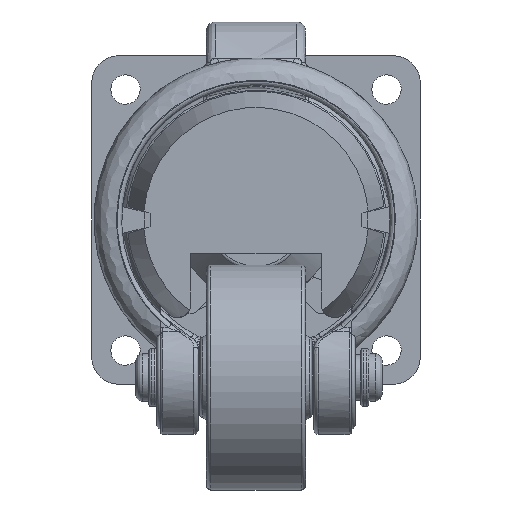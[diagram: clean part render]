
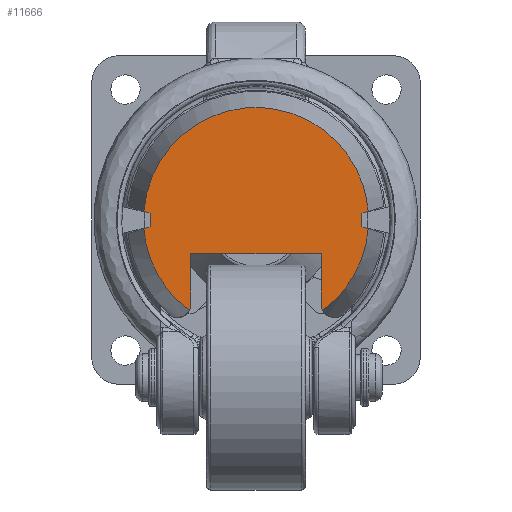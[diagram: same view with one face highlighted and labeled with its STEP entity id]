
A CAD part, front view. The second image highlights one B-rep face of the part: STEP entity #11666.
In plain terms, the highlighted free-form (B-spline) face has degree [1, 1] with [2, 2] control points.
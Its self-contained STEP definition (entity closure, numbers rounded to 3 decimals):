
#11465 = VERTEX_POINT('',#11466);
#11466 = CARTESIAN_POINT('',(-20.605,-105.815,
    -27.883));
#11512 = EDGE_CURVE('',#11465,#11513,#11515,.T.);
#11513 = VERTEX_POINT('',#11514);
#11514 = CARTESIAN_POINT('',(-34.568,-105.815,
    -2.665));
#11515 = ( BOUNDED_CURVE() B_SPLINE_CURVE(2,(#11516,#11517,#11518),
.UNSPECIFIED.,.F.,.F.) B_SPLINE_CURVE_WITH_KNOTS((3,3),(0.,
0.857),.PIECEWISE_BEZIER_KNOTS.) CURVE() 
GEOMETRIC_REPRESENTATION_ITEM() RATIONAL_B_SPLINE_CURVE((1.,
0.909,1.)) REPRESENTATION_ITEM('') );
#11516 = CARTESIAN_POINT('',(-20.605,-105.815,
    -27.883));
#11517 = CARTESIAN_POINT('',(-33.35,-105.815,
    -18.465));
#11518 = CARTESIAN_POINT('',(-34.568,-105.815,
    -2.665));
#11541 = EDGE_CURVE('',#11542,#11544,#11546,.T.);
#11542 = VERTEX_POINT('',#11543);
#11543 = CARTESIAN_POINT('',(-32.663,-105.815,
    2.08));
#11544 = VERTEX_POINT('',#11545);
#11545 = CARTESIAN_POINT('',(-34.568,-105.815,
    2.665));
#11546 = B_SPLINE_CURVE_WITH_KNOTS('',1,(#11547,#11548),.UNSPECIFIED.,
  .F.,.F.,(2,2),(0.,1.437),.PIECEWISE_BEZIER_KNOTS.);
#11547 = CARTESIAN_POINT('',(-32.663,-105.815,
    2.08));
#11548 = CARTESIAN_POINT('',(-34.568,-105.815,
    2.665));
#11590 = EDGE_CURVE('',#11591,#11542,#11593,.T.);
#11591 = VERTEX_POINT('',#11592);
#11592 = CARTESIAN_POINT('',(-32.663,-105.815,
    -2.08));
#11593 = B_SPLINE_CURVE_WITH_KNOTS('',1,(#11594,#11595),.UNSPECIFIED.,
  .F.,.F.,(2,2),(0.,3.),.PIECEWISE_BEZIER_KNOTS.);
#11594 = CARTESIAN_POINT('',(-32.663,-105.815,
    -2.08));
#11595 = CARTESIAN_POINT('',(-32.663,-105.815,
    2.08));
#11626 = EDGE_CURVE('',#11513,#11591,#11627,.T.);
#11627 = B_SPLINE_CURVE_WITH_KNOTS('',1,(#11628,#11629),.UNSPECIFIED.,
  .F.,.F.,(2,2),(0.,1.437),.PIECEWISE_BEZIER_KNOTS.);
#11628 = CARTESIAN_POINT('',(-34.568,-105.815,
    -2.665));
#11629 = CARTESIAN_POINT('',(-32.663,-105.815,
    -2.08));
#11666 = ADVANCED_FACE('',(#11667),#11747,.F.);
#11667 = FACE_BOUND('',#11668,.T.);
#11668 = EDGE_LOOP('',(#11669,#11670,#11671,#11679,#11686,#11693,#11700,
    #11708,#11716,#11723,#11730,#11737,#11745,#11746));
#11669 = ORIENTED_EDGE('',*,*,#11626,.F.);
#11670 = ORIENTED_EDGE('',*,*,#11512,.F.);
#11671 = ORIENTED_EDGE('',*,*,#11672,.F.);
#11672 = EDGE_CURVE('',#11673,#11465,#11675,.T.);
#11673 = VERTEX_POINT('',#11674);
#11674 = CARTESIAN_POINT('',(-20.109,-105.815,
    -25.912));
#11675 = ( BOUNDED_CURVE() B_SPLINE_CURVE(2,(#11676,#11677,#11678),
.UNSPECIFIED.,.F.,.F.) B_SPLINE_CURVE_WITH_KNOTS((3,3),(0.,
0.494),.PIECEWISE_BEZIER_KNOTS.) CURVE() 
GEOMETRIC_REPRESENTATION_ITEM() RATIONAL_B_SPLINE_CURVE((1.,
0.97,1.)) REPRESENTATION_ITEM('') );
#11676 = CARTESIAN_POINT('',(-20.109,-105.815,
    -25.912));
#11677 = CARTESIAN_POINT('',(-20.109,-105.815,
    -26.96));
#11678 = CARTESIAN_POINT('',(-20.605,-105.815,
    -27.883));
#11679 = ORIENTED_EDGE('',*,*,#11680,.F.);
#11680 = EDGE_CURVE('',#11681,#11673,#11683,.T.);
#11681 = VERTEX_POINT('',#11682);
#11682 = CARTESIAN_POINT('',(-20.109,-105.815,
    -10.401));
#11683 = B_SPLINE_CURVE_WITH_KNOTS('',1,(#11684,#11685),.UNSPECIFIED.,
  .F.,.F.,(2,2),(0.,11.184),.PIECEWISE_BEZIER_KNOTS.);
#11684 = CARTESIAN_POINT('',(-20.109,-105.815,
    -10.401));
#11685 = CARTESIAN_POINT('',(-20.109,-105.815,
    -25.912));
#11686 = ORIENTED_EDGE('',*,*,#11687,.F.);
#11687 = EDGE_CURVE('',#11688,#11681,#11690,.T.);
#11688 = VERTEX_POINT('',#11689);
#11689 = CARTESIAN_POINT('',(20.109,-105.815,
    -10.401));
#11690 = B_SPLINE_CURVE_WITH_KNOTS('',1,(#11691,#11692),.UNSPECIFIED.,
  .F.,.F.,(2,2),(0.,29.),.PIECEWISE_BEZIER_KNOTS.);
#11691 = CARTESIAN_POINT('',(20.109,-105.815,
    -10.401));
#11692 = CARTESIAN_POINT('',(-20.109,-105.815,
    -10.401));
#11693 = ORIENTED_EDGE('',*,*,#11694,.F.);
#11694 = EDGE_CURVE('',#11695,#11688,#11697,.T.);
#11695 = VERTEX_POINT('',#11696);
#11696 = CARTESIAN_POINT('',(20.109,-105.815,
    -25.912));
#11697 = B_SPLINE_CURVE_WITH_KNOTS('',1,(#11698,#11699),.UNSPECIFIED.,
  .F.,.F.,(2,2),(0.,11.184),.PIECEWISE_BEZIER_KNOTS.);
#11698 = CARTESIAN_POINT('',(20.109,-105.815,
    -25.912));
#11699 = CARTESIAN_POINT('',(20.109,-105.815,
    -10.401));
#11700 = ORIENTED_EDGE('',*,*,#11701,.F.);
#11701 = EDGE_CURVE('',#11702,#11695,#11704,.T.);
#11702 = VERTEX_POINT('',#11703);
#11703 = CARTESIAN_POINT('',(20.605,-105.815,
    -27.883));
#11704 = ( BOUNDED_CURVE() B_SPLINE_CURVE(2,(#11705,#11706,#11707),
.UNSPECIFIED.,.F.,.F.) B_SPLINE_CURVE_WITH_KNOTS((3,3),(0.,
0.494),.PIECEWISE_BEZIER_KNOTS.) CURVE() 
GEOMETRIC_REPRESENTATION_ITEM() RATIONAL_B_SPLINE_CURVE((1.,
0.97,1.)) REPRESENTATION_ITEM('') );
#11705 = CARTESIAN_POINT('',(20.605,-105.815,
    -27.883));
#11706 = CARTESIAN_POINT('',(20.109,-105.815,
    -26.96));
#11707 = CARTESIAN_POINT('',(20.109,-105.815,
    -25.912));
#11708 = ORIENTED_EDGE('',*,*,#11709,.F.);
#11709 = EDGE_CURVE('',#11710,#11702,#11712,.T.);
#11710 = VERTEX_POINT('',#11711);
#11711 = CARTESIAN_POINT('',(34.568,-105.815,
    -2.665));
#11712 = ( BOUNDED_CURVE() B_SPLINE_CURVE(2,(#11713,#11714,#11715),
.UNSPECIFIED.,.F.,.F.) B_SPLINE_CURVE_WITH_KNOTS((3,3),(0.,
0.857),.PIECEWISE_BEZIER_KNOTS.) CURVE() 
GEOMETRIC_REPRESENTATION_ITEM() RATIONAL_B_SPLINE_CURVE((1.,
0.909,1.)) REPRESENTATION_ITEM('') );
#11713 = CARTESIAN_POINT('',(34.568,-105.815,
    -2.665));
#11714 = CARTESIAN_POINT('',(33.35,-105.815,
    -18.465));
#11715 = CARTESIAN_POINT('',(20.605,-105.815,
    -27.883));
#11716 = ORIENTED_EDGE('',*,*,#11717,.F.);
#11717 = EDGE_CURVE('',#11718,#11710,#11720,.T.);
#11718 = VERTEX_POINT('',#11719);
#11719 = CARTESIAN_POINT('',(32.663,-105.815,
    -2.08));
#11720 = B_SPLINE_CURVE_WITH_KNOTS('',1,(#11721,#11722),.UNSPECIFIED.,
  .F.,.F.,(2,2),(0.,1.437),.PIECEWISE_BEZIER_KNOTS.);
#11721 = CARTESIAN_POINT('',(32.663,-105.815,
    -2.08));
#11722 = CARTESIAN_POINT('',(34.568,-105.815,
    -2.665));
#11723 = ORIENTED_EDGE('',*,*,#11724,.F.);
#11724 = EDGE_CURVE('',#11725,#11718,#11727,.T.);
#11725 = VERTEX_POINT('',#11726);
#11726 = CARTESIAN_POINT('',(32.663,-105.815,
    2.08));
#11727 = B_SPLINE_CURVE_WITH_KNOTS('',1,(#11728,#11729),.UNSPECIFIED.,
  .F.,.F.,(2,2),(0.,3.),.PIECEWISE_BEZIER_KNOTS.);
#11728 = CARTESIAN_POINT('',(32.663,-105.815,
    2.08));
#11729 = CARTESIAN_POINT('',(32.663,-105.815,
    -2.08));
#11730 = ORIENTED_EDGE('',*,*,#11731,.F.);
#11731 = EDGE_CURVE('',#11732,#11725,#11734,.T.);
#11732 = VERTEX_POINT('',#11733);
#11733 = CARTESIAN_POINT('',(34.568,-105.815,
    2.665));
#11734 = B_SPLINE_CURVE_WITH_KNOTS('',1,(#11735,#11736),.UNSPECIFIED.,
  .F.,.F.,(2,2),(0.,1.437),.PIECEWISE_BEZIER_KNOTS.);
#11735 = CARTESIAN_POINT('',(34.568,-105.815,
    2.665));
#11736 = CARTESIAN_POINT('',(32.663,-105.815,
    2.08));
#11737 = ORIENTED_EDGE('',*,*,#11738,.F.);
#11738 = EDGE_CURVE('',#11544,#11732,#11739,.T.);
#11739 = ( BOUNDED_CURVE() B_SPLINE_CURVE(2,(#11740,#11741,#11742,#11743
,#11744),.UNSPECIFIED.,.F.,.F.) B_SPLINE_CURVE_WITH_KNOTS((3,2,3),(0.,
1.494,2.988),.PIECEWISE_BEZIER_KNOTS.) CURVE() 
GEOMETRIC_REPRESENTATION_ITEM() RATIONAL_B_SPLINE_CURVE((1.,
0.734,1.,0.734,1.)) REPRESENTATION_ITEM('') );
#11740 = CARTESIAN_POINT('',(-34.568,-105.815,
    2.665));
#11741 = CARTESIAN_POINT('',(-32.101,-105.815,
    34.671));
#11742 = CARTESIAN_POINT('',(0.,-105.815,
    34.671));
#11743 = CARTESIAN_POINT('',(32.101,-105.815,
    34.671));
#11744 = CARTESIAN_POINT('',(34.568,-105.815,
    2.665));
#11745 = ORIENTED_EDGE('',*,*,#11541,.F.);
#11746 = ORIENTED_EDGE('',*,*,#11590,.F.);
#11747 = B_SPLINE_SURFACE_WITH_KNOTS('',1,1,(
    (#11748,#11749)
    ,(#11750,#11751
    )),.UNSPECIFIED.,.F.,.F.,.F.,(2,2),(2,2),(-20.106,25.),(
    -24.926,24.926),.PIECEWISE_BEZIER_KNOTS.);
#11748 = CARTESIAN_POINT('',(-34.568,-105.815,
    -27.883));
#11749 = CARTESIAN_POINT('',(34.568,-105.815,
    -27.883));
#11750 = CARTESIAN_POINT('',(-34.568,-105.815,
    34.671));
#11751 = CARTESIAN_POINT('',(34.568,-105.815,
    34.671));
